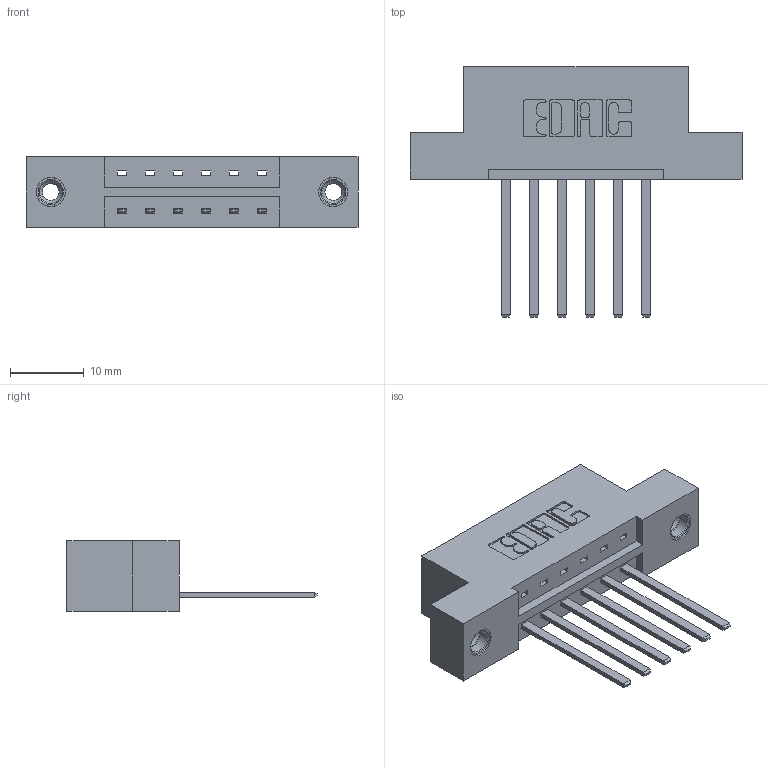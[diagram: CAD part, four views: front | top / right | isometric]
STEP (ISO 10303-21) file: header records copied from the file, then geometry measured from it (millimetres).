
FILE_DESCRIPTION (( 'STEP AP203' ), '1' );
FILE_NAME ('379-006-544-108.STEP', '2020-02-26T14:05:39', ( '' ), ( '' ), 'SwSTEP 2.0', 'SolidWorks 2016', '' );
FILE_SCHEMA (( 'CONFIG_CONTROL_DESIGN' ));
Length unit declared in the file: inch
Products named in the file (4): 345-250-001_345-250-003-102; 379-006-544-108; 345-292-001_345-293-144; 379 Part_Flush - .156 Dia - TI
Assembly tree (9 placements, depth 2):
  379-006-544-108
    379 Part_Flush - .156 Dia - TI
    345-292-001_345-293-144  x6
    345-250-001_345-250-003-102  x2
Bounding box: 45.09 x 33.96 x 9.53 mm (x, y, z)
Volume: 4371.3 mm3; surface area: 4551.9 mm2
Topology: 9 solids, 9 shells, 486 faces, 1395 edges, 914 vertices
Faces by surface type: plane 330, cylinder 140, cone 12, torus 4
Entity records: 9326 total; most frequent: CARTESIAN_POINT 1595, ORIENTED_EDGE 1530, DIRECTION 1447, EDGE_CURVE 765, VECTOR 621, LINE 621, VERTEX_POINT 504, AXIS2_PLACEMENT_3D 413
